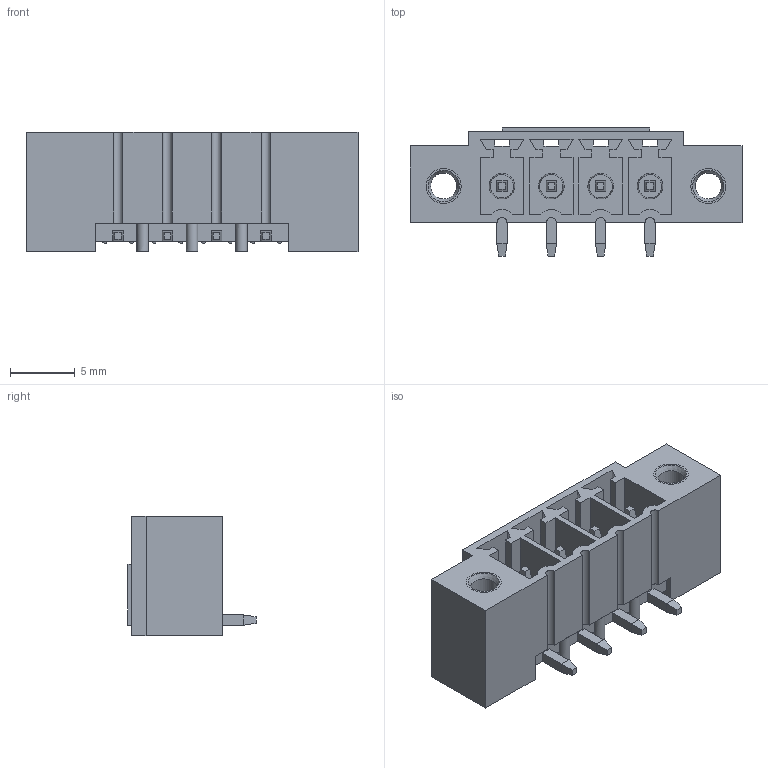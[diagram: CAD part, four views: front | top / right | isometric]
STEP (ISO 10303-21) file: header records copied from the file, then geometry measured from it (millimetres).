
FILE_DESCRIPTION(/* description */ ('Unknown'),/* implementation_level */ '2;1');
FILE_NAME(/* name */ '691701350004B',/* time_stamp */ '2018-04-13T12:23:53+02:00',/* author */ ('Unknown'),/* organization */ ('Unknown'),/* preprocessor_version */ 'ST-DEVELOPER v16.7',/* originating_system */ 'DEX',/* authorisation */ $);
FILE_SCHEMA (('AUTOMOTIVE_DESIGN {1 0 10303 214 3 1 1}'));
Length unit declared in the file: millimetre
Products named in the file (4): 6917013500xxB; 691701350004B; 6917013500xxB_PIN; 6917013500xxB_Thread
Assembly tree (7 placements, depth 2):
  6917013500xxB
    691701350004B
    6917013500xxB_PIN  x4
    6917013500xxB_Thread  x2
Bounding box: 25.63 x 9.9 x 9.2 mm (x, y, z)
Volume: 941 mm3; surface area: 2091 mm2
Topology: 7 solids, 7 shells, 277 faces, 736 edges, 479 vertices
Faces by surface type: plane 227, cylinder 36, sphere 8, cone 6
Full cylindrical faces by diameter (mm): 0.3 x8, 0.9 x6, 2.013 x2, 2.7 x4
Entity records: 6767 total; most frequent: CARTESIAN_POINT 1163, ORIENTED_EDGE 1112, DIRECTION 1079, EDGE_CURVE 556, LINE 485, VECTOR 485, VERTEX_POINT 381, AXIS2_PLACEMENT_3D 297
